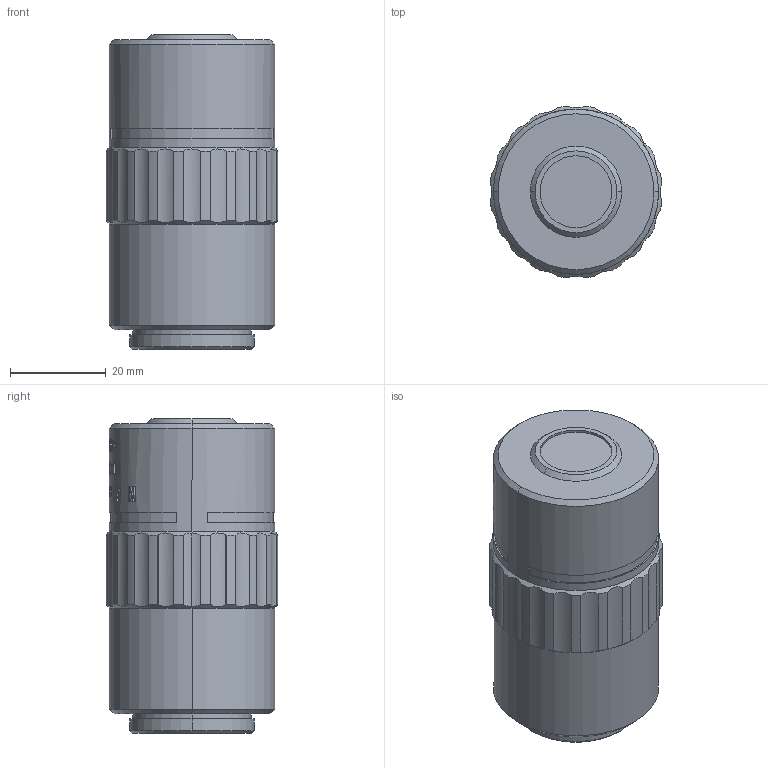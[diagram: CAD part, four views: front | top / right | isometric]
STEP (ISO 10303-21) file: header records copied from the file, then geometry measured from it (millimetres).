
FILE_DESCRIPTION (( 'STEP AP203' ), '1' );
FILE_NAME ('690165.STEP', '2026-02-04T07:41:14', ( '' ), ( '' ), 'SwSTEP 2.0', 'SolidWorks 2020', '' );
FILE_SCHEMA (( 'CONFIG_CONTROL_DESIGN' ));
Length unit declared in the file: millimetre
Products named in the file (1): 690165
Bounding box: 35.81 x 35.81 x 65.61 mm (x, y, z)
Volume: 58638.3 mm3; surface area: 9234 mm2
Topology: 1 solids, 1 shells, 377 faces, 974 edges, 646 vertices
Faces by surface type: bspline 158, plane 110, cylinder 97, cone 12
Entity records: 48436 total; most frequent: CARTESIAN_POINT 40301, ORIENTED_EDGE 1948, DIRECTION 1162, EDGE_CURVE 974, VERTEX_POINT 646, B_SPLINE_CURVE_WITH_KNOTS 446, EDGE_LOOP 424, AXIS2_PLACEMENT_3D 414
